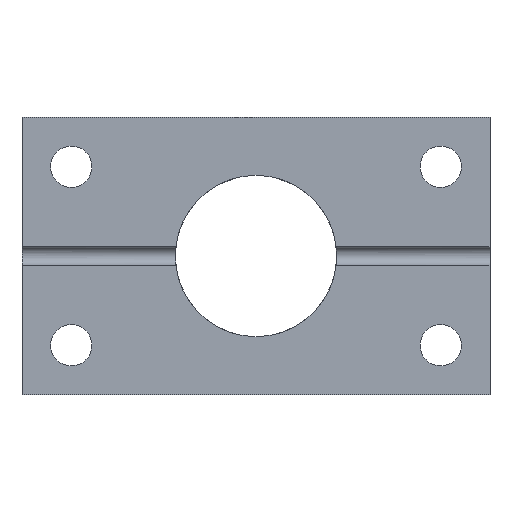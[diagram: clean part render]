
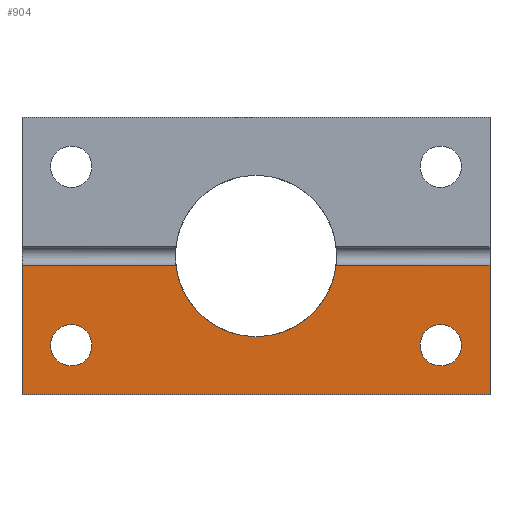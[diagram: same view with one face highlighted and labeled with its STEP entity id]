
A CAD part, front view. The second image highlights one B-rep face of the part: STEP entity #904.
In plain terms, the highlighted planar face has unit normal (0, -1, 0).
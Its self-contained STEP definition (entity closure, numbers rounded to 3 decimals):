
#14 = DIRECTION ( 'NONE',  ( 0., 0., 1. ) ) ;
#61 = CARTESIAN_POINT ( 'NONE',  ( 30., 0., -14.5 ) ) ;
#62 = DIRECTION ( 'NONE',  ( 0., 1., 0. ) ) ;
#88 = CARTESIAN_POINT ( 'NONE',  ( 0., 0., 0. ) ) ;
#91 = DIRECTION ( 'NONE',  ( 0., -1., 0. ) ) ;
#92 = PLANE ( 'NONE',  #321 ) ;
#95 = DIRECTION ( 'NONE',  ( 0., 0., -1. ) ) ;
#130 = DIRECTION ( 'NONE',  ( 1., 0., 0. ) ) ;
#132 = LINE ( 'NONE', #133, #229 ) ;
#133 = CARTESIAN_POINT ( 'NONE',  ( -40., 0., -1.5 ) ) ;
#160 = VECTOR ( 'NONE', #1168, 1000. ) ;
#168 = VECTOR ( 'NONE', #1197, 1000. ) ;
#171 = AXIS2_PLACEMENT_3D ( 'NONE', #1022, #1116, #1055 ) ;
#185 = FACE_BOUND ( 'NONE', #603, .T. ) ;
#216 = AXIS2_PLACEMENT_3D ( 'NONE', #1462, #1510, #1479 ) ;
#229 = VECTOR ( 'NONE', #130, 1000. ) ;
#240 = VECTOR ( 'NONE', #1549, 1000. ) ;
#250 = AXIS2_PLACEMENT_3D ( 'NONE', #1574, #1573, #1572 ) ;
#254 = FACE_BOUND ( 'NONE', #605, .T. ) ;
#321 = AXIS2_PLACEMENT_3D ( 'NONE', #88, #91, #95 ) ;
#324 = AXIS2_PLACEMENT_3D ( 'NONE', #1338, #1306, #1355 ) ;
#325 = AXIS2_PLACEMENT_3D ( 'NONE', #61, #62, #14 ) ;
#328 = FACE_OUTER_BOUND ( 'NONE', #600, .T. ) ;
#343 = VECTOR ( 'NONE', #760, 1000. ) ;
#346 = AXIS2_PLACEMENT_3D ( 'NONE', #1430, #1429, #1428 ) ;
#368 = ORIENTED_EDGE ( 'NONE', *, *, #947, .T. ) ;
#374 = VERTEX_POINT ( 'NONE', #746 ) ;
#378 = VERTEX_POINT ( 'NONE', #663 ) ;
#383 = ORIENTED_EDGE ( 'NONE', *, *, #974, .F. ) ;
#389 = VERTEX_POINT ( 'NONE', #668 ) ;
#398 = VERTEX_POINT ( 'NONE', #659 ) ;
#401 = VERTEX_POINT ( 'NONE', #657 ) ;
#441 = ORIENTED_EDGE ( 'NONE', *, *, #898, .T. ) ;
#447 = ORIENTED_EDGE ( 'NONE', *, *, #827, .F. ) ;
#454 = ORIENTED_EDGE ( 'NONE', *, *, #901, .T. ) ;
#482 = ORIENTED_EDGE ( 'NONE', *, *, #919, .F. ) ;
#487 = VERTEX_POINT ( 'NONE', #786 ) ;
#499 = VERTEX_POINT ( 'NONE', #791 ) ;
#504 = VERTEX_POINT ( 'NONE', #784 ) ;
#511 = ORIENTED_EDGE ( 'NONE', *, *, #938, .F. ) ;
#517 = VERTEX_POINT ( 'NONE', #675 ) ;
#535 = ORIENTED_EDGE ( 'NONE', *, *, #980, .F. ) ;
#536 = ORIENTED_EDGE ( 'NONE', *, *, #998, .T. ) ;
#537 = VERTEX_POINT ( 'NONE', #626 ) ;
#539 = ORIENTED_EDGE ( 'NONE', *, *, #868, .T. ) ;
#542 = ORIENTED_EDGE ( 'NONE', *, *, #952, .T. ) ;
#552 = VERTEX_POINT ( 'NONE', #638 ) ;
#600 = EDGE_LOOP ( 'NONE', ( #383, #447, #535, #511, #482, #542, #539 ) ) ;
#603 = EDGE_LOOP ( 'NONE', ( #441, #368 ) ) ;
#605 = EDGE_LOOP ( 'NONE', ( #536, #454 ) ) ;
#626 = CARTESIAN_POINT ( 'NONE',  ( 13.014, 0., -1.5 ) ) ;
#638 = CARTESIAN_POINT ( 'NONE',  ( 30., 0., -17.85 ) ) ;
#657 = CARTESIAN_POINT ( 'NONE',  ( -13.014, 0., -1.5 ) ) ;
#659 = CARTESIAN_POINT ( 'NONE',  ( -38., 0., -22.5 ) ) ;
#663 = CARTESIAN_POINT ( 'NONE',  ( -30., 0., -11.15 ) ) ;
#668 = CARTESIAN_POINT ( 'NONE',  ( 30., 0., -11.15 ) ) ;
#675 = CARTESIAN_POINT ( 'NONE',  ( 38., 0., -1.5 ) ) ;
#746 = CARTESIAN_POINT ( 'NONE',  ( -38., 0., -1.5 ) ) ;
#758 = LINE ( 'NONE', #759, #343 ) ;
#759 = CARTESIAN_POINT ( 'NONE',  ( -38., 0., 22.5 ) ) ;
#760 = DIRECTION ( 'NONE',  ( 0., 0., 1. ) ) ;
#784 = CARTESIAN_POINT ( 'NONE',  ( 0., 0., -13.1 ) ) ;
#786 = CARTESIAN_POINT ( 'NONE',  ( -30., 0., -17.85 ) ) ;
#791 = CARTESIAN_POINT ( 'NONE',  ( 38., 0., -22.5 ) ) ;
#824 = CIRCLE ( 'NONE', #325, 3.35 ) ;
#826 = CIRCLE ( 'NONE', #324, 3.35 ) ;
#827 = EDGE_CURVE ( 'NONE', #398, #374, #758, .T. ) ;
#864 = CIRCLE ( 'NONE', #250, 3.35 ) ;
#868 = EDGE_CURVE ( 'NONE', #504, #401, #967, .T. ) ;
#869 = CIRCLE ( 'NONE', #216, 13.1 ) ;
#884 = CIRCLE ( 'NONE', #171, 3.35 ) ;
#898 = EDGE_CURVE ( 'NONE', #487, #378, #826, .T. ) ;
#901 = EDGE_CURVE ( 'NONE', #389, #552, #824, .T. ) ;
#904 = ADVANCED_FACE ( 'NONE', ( #328, #254, #185 ), #92, .T. ) ;
#919 = EDGE_CURVE ( 'NONE', #537, #517, #132, .T. ) ;
#938 = EDGE_CURVE ( 'NONE', #517, #499, #1551, .T. ) ;
#947 = EDGE_CURVE ( 'NONE', #378, #487, #864, .T. ) ;
#952 = EDGE_CURVE ( 'NONE', #537, #504, #869, .T. ) ;
#967 = CIRCLE ( 'NONE', #346, 13.1 ) ;
#974 = EDGE_CURVE ( 'NONE', #374, #401, #1199, .T. ) ;
#980 = EDGE_CURVE ( 'NONE', #499, #398, #1170, .T. ) ;
#998 = EDGE_CURVE ( 'NONE', #552, #389, #884, .T. ) ;
#1022 = CARTESIAN_POINT ( 'NONE',  ( 30., 0., -14.5 ) ) ;
#1055 = DIRECTION ( 'NONE',  ( 0., 0., 1. ) ) ;
#1116 = DIRECTION ( 'NONE',  ( 0., 1., 0. ) ) ;
#1168 = DIRECTION ( 'NONE',  ( -1., 0., 0. ) ) ;
#1169 = CARTESIAN_POINT ( 'NONE',  ( -38., 0., -22.5 ) ) ;
#1170 = LINE ( 'NONE', #1169, #160 ) ;
#1197 = DIRECTION ( 'NONE',  ( 1., 0., 0. ) ) ;
#1198 = CARTESIAN_POINT ( 'NONE',  ( -40., 0., -1.5 ) ) ;
#1199 = LINE ( 'NONE', #1198, #168 ) ;
#1306 = DIRECTION ( 'NONE',  ( 0., 1., 0. ) ) ;
#1338 = CARTESIAN_POINT ( 'NONE',  ( -30., 0., -14.5 ) ) ;
#1355 = DIRECTION ( 'NONE',  ( 0., 0., 1. ) ) ;
#1428 = DIRECTION ( 'NONE',  ( 0., 0., 1. ) ) ;
#1429 = DIRECTION ( 'NONE',  ( 0., 1., 0. ) ) ;
#1430 = CARTESIAN_POINT ( 'NONE',  ( 0., 0., 0. ) ) ;
#1462 = CARTESIAN_POINT ( 'NONE',  ( 0., 0., 0. ) ) ;
#1479 = DIRECTION ( 'NONE',  ( 0., 0., 1. ) ) ;
#1510 = DIRECTION ( 'NONE',  ( 0., 1., 0. ) ) ;
#1549 = DIRECTION ( 'NONE',  ( 0., 0., -1. ) ) ;
#1550 = CARTESIAN_POINT ( 'NONE',  ( 38., 0., 22.5 ) ) ;
#1551 = LINE ( 'NONE', #1550, #240 ) ;
#1572 = DIRECTION ( 'NONE',  ( 0., 0., 1. ) ) ;
#1573 = DIRECTION ( 'NONE',  ( 0., 1., 0. ) ) ;
#1574 = CARTESIAN_POINT ( 'NONE',  ( -30., 0., -14.5 ) ) ;
